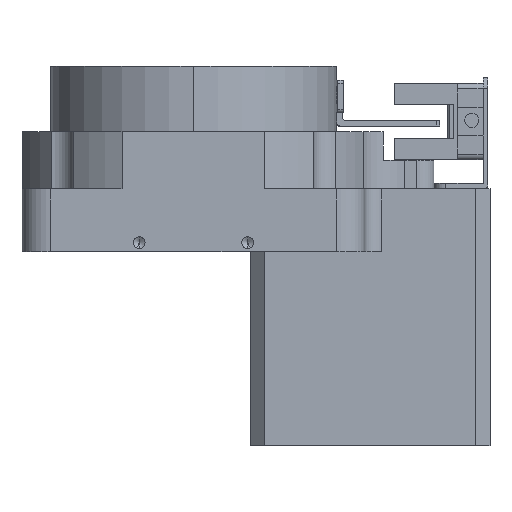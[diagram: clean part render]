
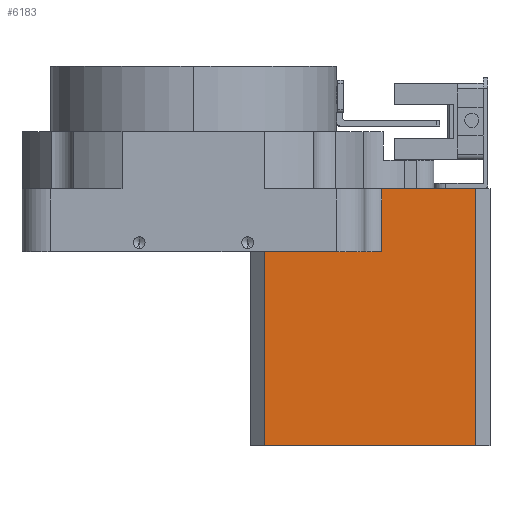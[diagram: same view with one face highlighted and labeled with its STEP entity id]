
A CAD part, left-side view. The second image highlights one B-rep face of the part: STEP entity #6183.
In plain terms, the highlighted planar face has unit normal (-1, 0, 0).
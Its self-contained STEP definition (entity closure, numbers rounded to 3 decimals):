
#269 = VERTEX_POINT ( 'NONE', #1932 ) ;
#285 = DIRECTION ( 'NONE',  ( 0., -1., 0. ) ) ;
#367 = LINE ( 'NONE', #8783, #4691 ) ;
#522 = EDGE_CURVE ( 'NONE', #4910, #3499, #367, .T. ) ;
#644 = DIRECTION ( 'NONE',  ( 0., 1., 0. ) ) ;
#653 = AXIS2_PLACEMENT_3D ( 'NONE', #7520, #2613, #644 ) ;
#775 = CARTESIAN_POINT ( 'NONE',  ( -21., -12.4, -34. ) ) ;
#780 = CARTESIAN_POINT ( 'NONE',  ( -21., -49.4, 11. ) ) ;
#1076 = EDGE_CURVE ( 'NONE', #4910, #6752, #4082, .T. ) ;
#1143 = DIRECTION ( 'NONE',  ( 0., 0., -1. ) ) ;
#1154 = DIRECTION ( 'NONE',  ( 0., 1., 0. ) ) ;
#1164 = VERTEX_POINT ( 'NONE', #2605 ) ;
#1803 = ORIENTED_EDGE ( 'NONE', *, *, #7396, .F. ) ;
#1903 = CARTESIAN_POINT ( 'NONE',  ( -21., -12.4, -34. ) ) ;
#1932 = CARTESIAN_POINT ( 'NONE',  ( -21., -12.4, 0. ) ) ;
#2010 = EDGE_CURVE ( 'NONE', #1164, #7699, #8980, .T. ) ;
#2324 = LINE ( 'NONE', #775, #7845 ) ;
#2584 = VECTOR ( 'NONE', #2715, 1000. ) ;
#2605 = CARTESIAN_POINT ( 'NONE',  ( -21., -49.4, -34. ) ) ;
#2613 = DIRECTION ( 'NONE',  ( 1., 0., 0. ) ) ;
#2628 = CARTESIAN_POINT ( 'NONE',  ( -21., -32.975, 0. ) ) ;
#2709 = PLANE ( 'NONE',  #653 ) ;
#2715 = DIRECTION ( 'NONE',  ( 0., 1., 0. ) ) ;
#2962 = VECTOR ( 'NONE', #5501, 1000. ) ;
#2969 = VECTOR ( 'NONE', #1143, 1000. ) ;
#3046 = ORIENTED_EDGE ( 'NONE', *, *, #522, .F. ) ;
#3307 = CARTESIAN_POINT ( 'NONE',  ( -21., -12.4, -34. ) ) ;
#3499 = VERTEX_POINT ( 'NONE', #780 ) ;
#3763 = EDGE_CURVE ( 'NONE', #3499, #1164, #4688, .T. ) ;
#3879 = ORIENTED_EDGE ( 'NONE', *, *, #2010, .F. ) ;
#4082 = LINE ( 'NONE', #8191, #2969 ) ;
#4119 = ORIENTED_EDGE ( 'NONE', *, *, #1076, .T. ) ;
#4688 = LINE ( 'NONE', #7561, #2962 ) ;
#4691 = VECTOR ( 'NONE', #285, 1000. ) ;
#4784 = FACE_OUTER_BOUND ( 'NONE', #4791, .T. ) ;
#4791 = EDGE_LOOP ( 'NONE', ( #3046, #4119, #8571, #1803, #3879, #7039 ) ) ;
#4910 = VERTEX_POINT ( 'NONE', #5471 ) ;
#5144 = DIRECTION ( 'NONE',  ( 0., 0., 1. ) ) ;
#5471 = CARTESIAN_POINT ( 'NONE',  ( -21., -32.975, 11. ) ) ;
#5501 = DIRECTION ( 'NONE',  ( 0., 0., -1. ) ) ;
#6183 = ADVANCED_FACE ( 'NONE', ( #4784 ), #2709, .F. ) ;
#6752 = VERTEX_POINT ( 'NONE', #2628 ) ;
#7039 = ORIENTED_EDGE ( 'NONE', *, *, #3763, .F. ) ;
#7125 = EDGE_CURVE ( 'NONE', #6752, #269, #8832, .T. ) ;
#7258 = VECTOR ( 'NONE', #1154, 1000. ) ;
#7396 = EDGE_CURVE ( 'NONE', #7699, #269, #2324, .T. ) ;
#7433 = CARTESIAN_POINT ( 'NONE',  ( -21., -12.4, 0. ) ) ;
#7520 = CARTESIAN_POINT ( 'NONE',  ( -21., -32.975, 32.5 ) ) ;
#7561 = CARTESIAN_POINT ( 'NONE',  ( -21., -49.4, 32.5 ) ) ;
#7699 = VERTEX_POINT ( 'NONE', #1903 ) ;
#7845 = VECTOR ( 'NONE', #5144, 1000. ) ;
#8191 = CARTESIAN_POINT ( 'NONE',  ( -21., -32.975, 32.5 ) ) ;
#8571 = ORIENTED_EDGE ( 'NONE', *, *, #7125, .T. ) ;
#8783 = CARTESIAN_POINT ( 'NONE',  ( -21., -32.975, 11. ) ) ;
#8832 = LINE ( 'NONE', #7433, #7258 ) ;
#8980 = LINE ( 'NONE', #3307, #2584 ) ;
